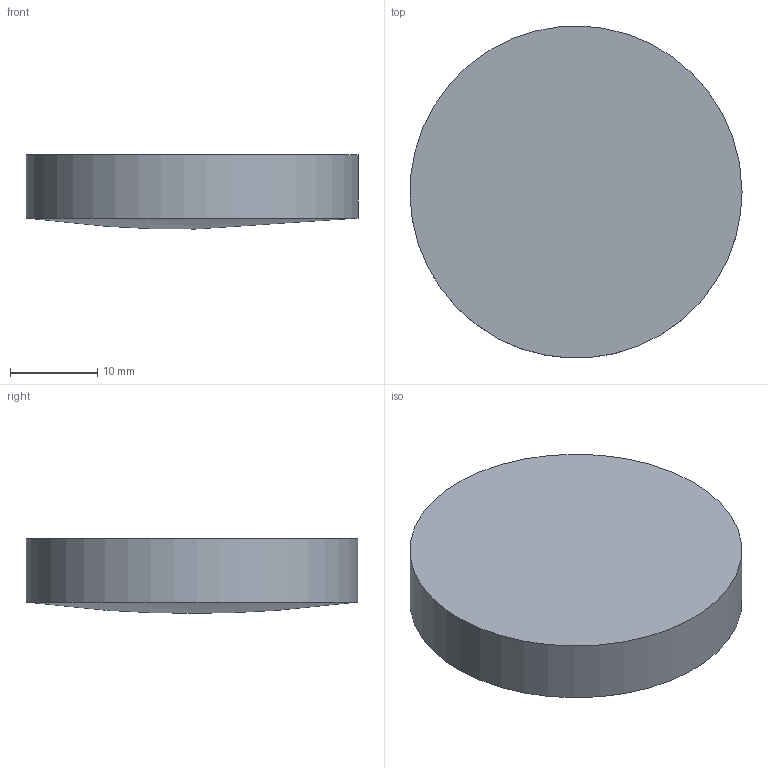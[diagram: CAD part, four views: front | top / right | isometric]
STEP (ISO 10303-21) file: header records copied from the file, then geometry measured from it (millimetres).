
FILE_DESCRIPTION ((), '1');
FILE_NAME ('S1ADX0325.STP', '2013-01-22T09:01:30', ('Unknown'), ('Unknown'), 'HarmonyWare STEP v1.5.0', 'HarmonyWare Translators', '');
FILE_SCHEMA (('CONFIG_CONTROL_DESIGN'));
Length unit declared in the file: millimetre
Products named in the file (1): product-name
Bounding box: 38.09 x 38.07 x 8.56 mm (x, y, z)
Volume: 9222.9 mm3; surface area: 3159.1 mm2
Topology: 1 solids, 1 shells, 3 faces, 5 edges, 3 vertices
Faces by surface type: bspline 1, sphere 1, cylinder 1
Full cylindrical faces by diameter (mm): 38.1 x1
Entity records: 181 total; most frequent: CARTESIAN_POINT 55, ORIENTED_EDGE 8, PERSON 8, ORGANIZATION 8, PERSON_AND_ORGANIZATION 8, PERSON_AND_ORGANIZATION_ROLE 5, CC_DESIGN_PERSON_AND_ORGANIZATION_ASSIGNMENT 5, CALENDAR_DATE 5
